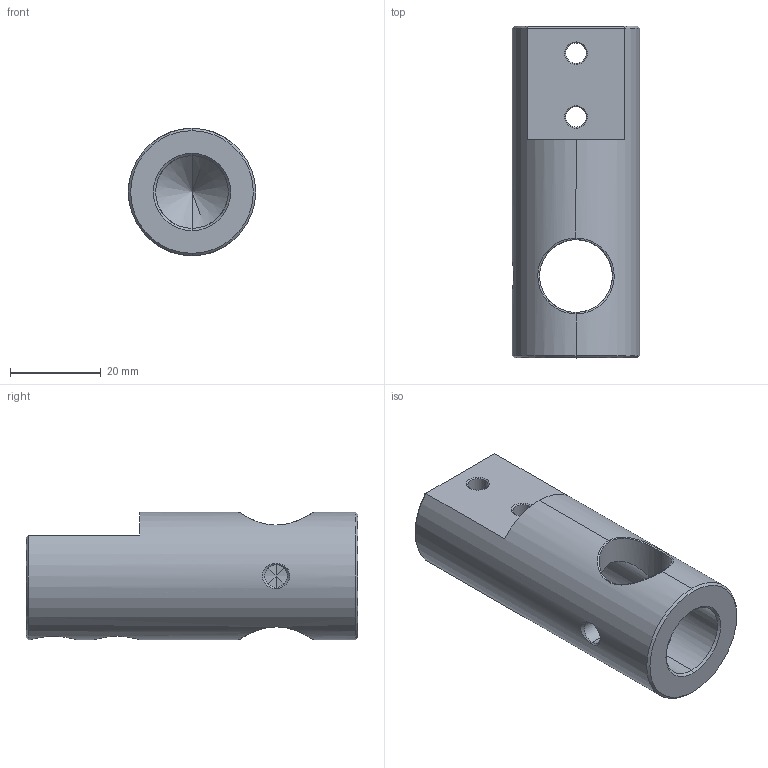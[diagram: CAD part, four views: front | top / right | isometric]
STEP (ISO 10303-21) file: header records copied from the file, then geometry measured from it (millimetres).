
FILE_DESCRIPTION (( 'STEP AP203' ), '1' );
FILE_NAME ('sprt_scr.STEP', '2017-08-07T13:37:45', ( '' ), ( '' ), 'SwSTEP 2.0', 'SolidWorks 2016', '' );
FILE_SCHEMA (( 'CONFIG_CONTROL_DESIGN' ));
Length unit declared in the file: millimetre
Products named in the file (1): sprt_scr
Bounding box: 28 x 73 x 28 mm (x, y, z)
Volume: 29573.4 mm3; surface area: 10463.7 mm2
Topology: 1 solids, 1 shells, 49 faces, 134 edges, 81 vertices
Faces by surface type: cylinder 20, cone 18, plane 7, bspline 4
Entity records: 6462 total; most frequent: CARTESIAN_POINT 5236, ORIENTED_EDGE 264, DIRECTION 210, EDGE_CURVE 132, AXIS2_PLACEMENT_3D 84, VERTEX_POINT 81, EDGE_LOOP 55, FACE_OUTER_BOUND 49
